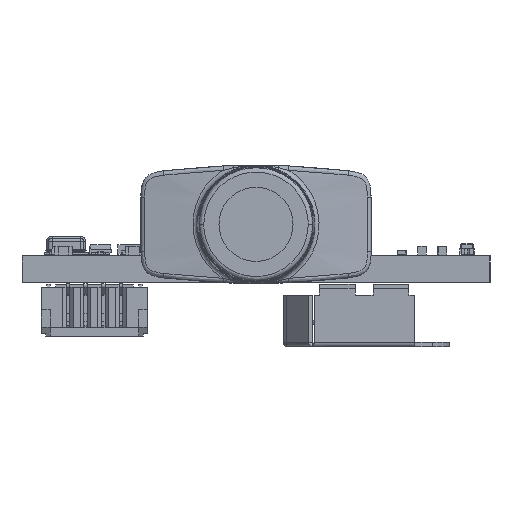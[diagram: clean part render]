
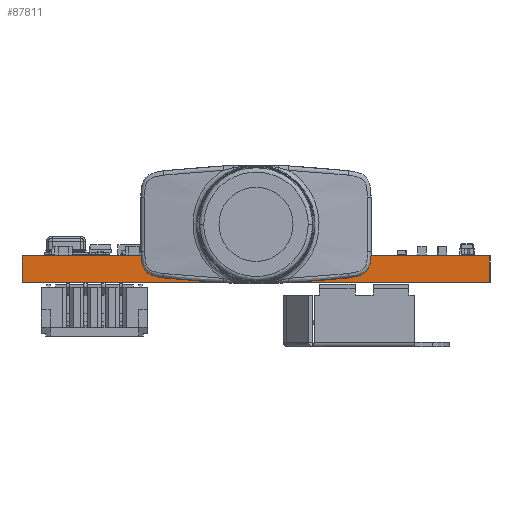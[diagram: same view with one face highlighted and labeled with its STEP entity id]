
A CAD part, left-side view. The second image highlights one B-rep face of the part: STEP entity #87811.
In plain terms, the highlighted planar face has unit normal (-1, 0, 0).
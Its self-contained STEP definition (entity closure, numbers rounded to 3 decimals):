
#87100 = VERTEX_POINT('',#87101);
#87101 = CARTESIAN_POINT('',(160.,-113.5,0.));
#87107 = EDGE_CURVE('',#87108,#87100,#87110,.T.);
#87108 = VERTEX_POINT('',#87109);
#87109 = CARTESIAN_POINT('',(160.,-140.,0.));
#87110 = LINE('',#87111,#87112);
#87111 = CARTESIAN_POINT('',(160.,-140.,0.));
#87112 = VECTOR('',#87113,1.);
#87113 = DIRECTION('',(0.,1.,0.));
#87442 = VERTEX_POINT('',#87443);
#87443 = CARTESIAN_POINT('',(160.,-113.5,1.51));
#87449 = EDGE_CURVE('',#87450,#87442,#87452,.T.);
#87450 = VERTEX_POINT('',#87451);
#87451 = CARTESIAN_POINT('',(160.,-140.,1.51));
#87452 = LINE('',#87453,#87454);
#87453 = CARTESIAN_POINT('',(160.,-140.,1.51));
#87454 = VECTOR('',#87455,1.);
#87455 = DIRECTION('',(0.,1.,0.));
#87781 = EDGE_CURVE('',#87100,#87442,#87782,.T.);
#87782 = LINE('',#87783,#87784);
#87783 = CARTESIAN_POINT('',(160.,-113.5,0.));
#87784 = VECTOR('',#87785,1.);
#87785 = DIRECTION('',(0.,0.,1.));
#87811 = ADVANCED_FACE('',(#87812),#87823,.T.);
#87812 = FACE_BOUND('',#87813,.T.);
#87813 = EDGE_LOOP('',(#87814,#87820,#87821,#87822));
#87814 = ORIENTED_EDGE('',*,*,#87815,.T.);
#87815 = EDGE_CURVE('',#87108,#87450,#87816,.T.);
#87816 = LINE('',#87817,#87818);
#87817 = CARTESIAN_POINT('',(160.,-140.,0.));
#87818 = VECTOR('',#87819,1.);
#87819 = DIRECTION('',(0.,0.,1.));
#87820 = ORIENTED_EDGE('',*,*,#87449,.T.);
#87821 = ORIENTED_EDGE('',*,*,#87781,.F.);
#87822 = ORIENTED_EDGE('',*,*,#87107,.F.);
#87823 = PLANE('',#87824);
#87824 = AXIS2_PLACEMENT_3D('',#87825,#87826,#87827);
#87825 = CARTESIAN_POINT('',(160.,-140.,0.));
#87826 = DIRECTION('',(-1.,0.,0.));
#87827 = DIRECTION('',(0.,1.,0.));
